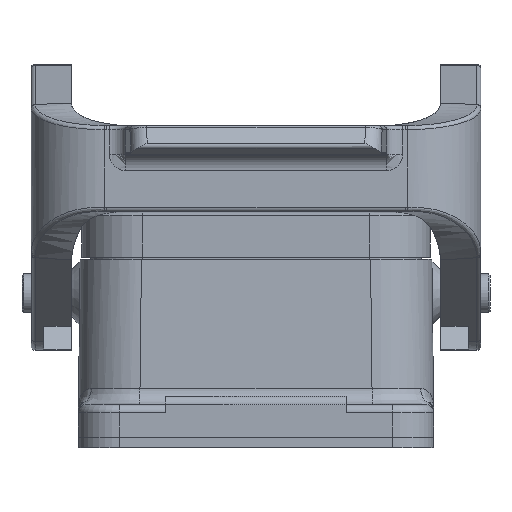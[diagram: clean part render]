
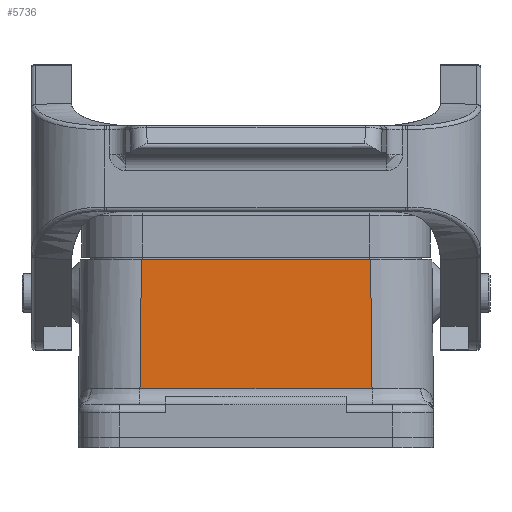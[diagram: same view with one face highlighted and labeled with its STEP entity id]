
A CAD part, left-side view. The second image highlights one B-rep face of the part: STEP entity #5736.
In plain terms, the highlighted planar face has unit normal (-1, 0, 0.026).
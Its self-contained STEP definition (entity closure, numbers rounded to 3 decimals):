
#5736=ADVANCED_FACE('',(#7033),#6446,.T.);
#6446=PLANE('',#23643);
#7033=FACE_OUTER_BOUND('',#7913,.T.);
#7913=EDGE_LOOP('',(#10670,#10671,#10672,#10673));
#10670=ORIENTED_EDGE('',*,*,#15704,.T.);
#10671=ORIENTED_EDGE('',*,*,#15659,.T.);
#10672=ORIENTED_EDGE('',*,*,#15705,.T.);
#10673=ORIENTED_EDGE('',*,*,#15619,.T.);
#13837=VERTEX_POINT('',#35292);
#13838=VERTEX_POINT('',#35294);
#13871=VERTEX_POINT('',#35372);
#13872=VERTEX_POINT('',#35374);
#15619=EDGE_CURVE('',#13838,#13837,#19378,.T.);
#15659=EDGE_CURVE('',#13872,#13871,#19399,.T.);
#15704=EDGE_CURVE('',#13837,#13872,#19427,.T.);
#15705=EDGE_CURVE('',#13871,#13838,#19428,.T.);
#19378=LINE('',#35293,#20824);
#19399=LINE('',#35373,#20845);
#19427=LINE('',#35499,#20873);
#19428=LINE('',#35500,#20874);
#20824=VECTOR('',#26098,1.);
#20845=VECTOR('',#26169,1.);
#20873=VECTOR('',#26223,1.);
#20874=VECTOR('',#26224,1.);
#23643=AXIS2_PLACEMENT_3D('',#35501,#26225,#26226);
#26098=DIRECTION('',(0.,1.,0.));
#26169=DIRECTION('',(0.,-1.,0.));
#26223=DIRECTION('',(-0.026,0.011,-1.));
#26224=DIRECTION('',(0.026,0.011,1.));
#26225=DIRECTION('',(-1.,0.,0.026));
#26226=DIRECTION('',(0.026,0.,1.));
#35292=CARTESIAN_POINT('',(-46.55,14.002,5.7));
#35293=CARTESIAN_POINT('',(-46.55,-21.5,5.7));
#35294=CARTESIAN_POINT('',(-46.55,-14.002,5.7));
#35372=CARTESIAN_POINT('',(-46.964,-14.18,-10.102));
#35373=CARTESIAN_POINT('',(-46.964,-14.202,-10.102));
#35374=CARTESIAN_POINT('',(-46.964,14.18,-10.102));
#35499=CARTESIAN_POINT('',(-47.017,14.203,-12.134));
#35500=CARTESIAN_POINT('',(-46.552,-14.003,5.616));
#35501=CARTESIAN_POINT('',(-46.55,0.,5.7));
